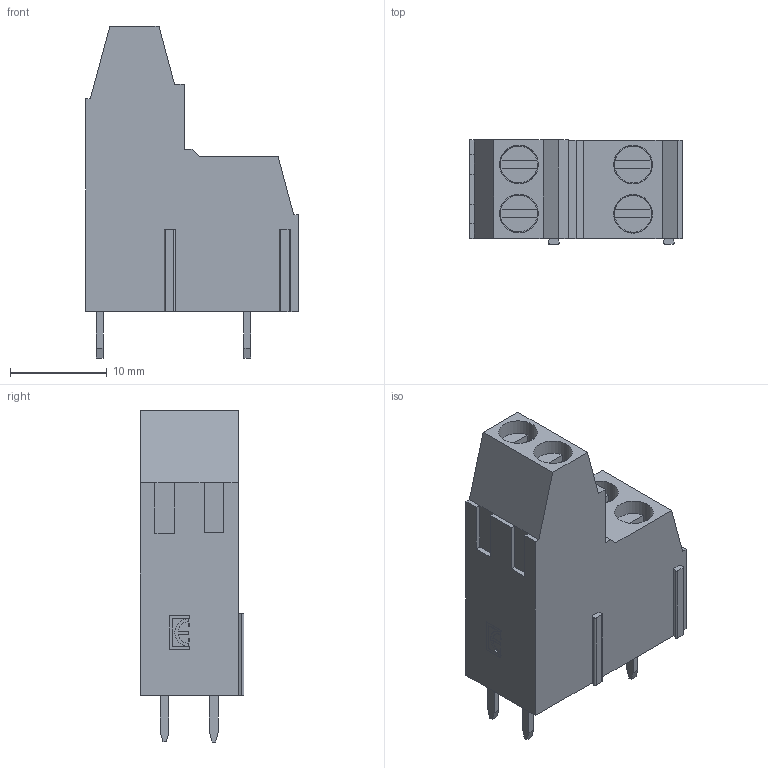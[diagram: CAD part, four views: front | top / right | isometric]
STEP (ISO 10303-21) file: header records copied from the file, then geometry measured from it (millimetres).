
FILE_DESCRIPTION(('STEP AP214'),'1');
FILE_NAME('MVDK252-5,08-V.stp','2021-03-29T14:58:51',(' '),(' '),'Spatial InterOp 3D',' ',' ');
FILE_SCHEMA(('automotive_design'));
Length unit declared in the file: metre
Products named in the file (1): 1
Bounding box: 22 x 10.73 x 34.3 mm (x, y, z)
Volume: 4392.5 mm3; surface area: 2521.4 mm2
Topology: 1 solids, 1 shells, 214 faces, 577 edges, 382 vertices
Faces by surface type: plane 183, cylinder 30, extrusion 1
Full cylindrical faces by diameter (mm): 3.8 x4, 4 x4
Entity records: 8257 total; most frequent: CARTESIAN_POINT 1168, ORIENTED_EDGE 1122, DIRECTION 1060, EDGE_CURVE 561, VECTOR 488, LINE 487, VERTEX_POINT 374, AXIS2_PLACEMENT_3D 286
